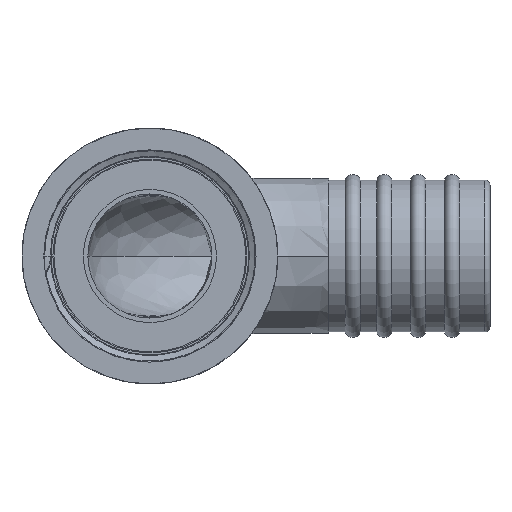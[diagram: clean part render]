
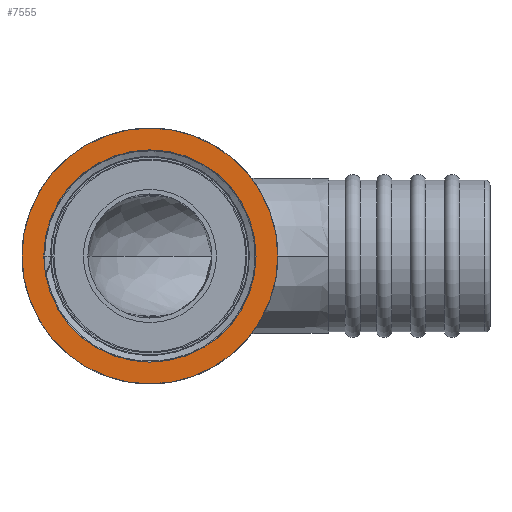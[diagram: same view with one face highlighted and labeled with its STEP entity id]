
A CAD part, front view. The second image highlights one B-rep face of the part: STEP entity #7555.
In plain terms, the highlighted face is planar.
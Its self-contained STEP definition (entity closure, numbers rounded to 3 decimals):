
#747 = EDGE_CURVE ( 'NONE', #4432, #4431, #1139, .T. ) ;
#823 = AXIS2_PLACEMENT_3D ( 'NONE', #2308, #2309, #2310 ) ;
#825 = CIRCLE ( 'NONE', #823, 20.955 ) ;
#838 = AXIS2_PLACEMENT_3D ( 'NONE', #2135, #2147, #2148 ) ;
#940 = AXIS2_PLACEMENT_3D ( 'NONE', #7033, #7034, #7035 ) ;
#942 = CIRCLE ( 'NONE', #940, 25.25 ) ;
#1137 = AXIS2_PLACEMENT_3D ( 'NONE', #3409, #3410, #3411 ) ;
#1139 = CIRCLE ( 'NONE', #1137, 20.955 ) ;
#2135 = CARTESIAN_POINT ( 'NONE',  ( 0., 0., -20.955 ) ) ;
#2140 = FACE_OUTER_BOUND ( 'NONE', #3209, .T. ) ;
#2144 = FACE_BOUND ( 'NONE', #3231, .T. ) ;
#2145 = PLANE ( 'NONE',  #838 ) ;
#2147 = DIRECTION ( 'NONE',  ( 1., 0., 0. ) ) ;
#2148 = DIRECTION ( 'NONE',  ( 0., 0., -1. ) ) ;
#2308 = CARTESIAN_POINT ( 'NONE',  ( 0., 0., 0. ) ) ;
#2309 = DIRECTION ( 'NONE',  ( -1., 0., 0. ) ) ;
#2310 = DIRECTION ( 'NONE',  ( 0., 0., 1. ) ) ;
#3209 = EDGE_LOOP ( 'NONE', ( #4541, #4542 ) ) ;
#3231 = EDGE_LOOP ( 'NONE', ( #4539, #4540 ) ) ;
#3409 = CARTESIAN_POINT ( 'NONE',  ( 0., 0., 0. ) ) ;
#3410 = DIRECTION ( 'NONE',  ( -1., 0., 0. ) ) ;
#3411 = DIRECTION ( 'NONE',  ( 0., 0., 1. ) ) ;
#4346 = VERTEX_POINT ( 'NONE', #8946 ) ;
#4351 = VERTEX_POINT ( 'NONE', #8951 ) ;
#4431 = VERTEX_POINT ( 'NONE', #9031 ) ;
#4432 = VERTEX_POINT ( 'NONE', #9032 ) ;
#4539 = ORIENTED_EDGE ( 'NONE', *, *, #747, .F. ) ;
#4540 = ORIENTED_EDGE ( 'NONE', *, *, #9646, .F. ) ;
#4541 = ORIENTED_EDGE ( 'NONE', *, *, #7458, .T. ) ;
#4542 = ORIENTED_EDGE ( 'NONE', *, *, #9766, .T. ) ;
#5328 = CARTESIAN_POINT ( 'NONE',  ( 0., 0., 0. ) ) ;
#5329 = DIRECTION ( 'NONE',  ( -1., 0., 0. ) ) ;
#5330 = DIRECTION ( 'NONE',  ( 0., 0., 1. ) ) ;
#5950 = CIRCLE ( 'NONE', #5952, 25.25 ) ;
#5952 = AXIS2_PLACEMENT_3D ( 'NONE', #5328, #5329, #5330 ) ;
#7033 = CARTESIAN_POINT ( 'NONE',  ( 0., 0., 0. ) ) ;
#7034 = DIRECTION ( 'NONE',  ( -1., 0., 0. ) ) ;
#7035 = DIRECTION ( 'NONE',  ( 0., 0., 1. ) ) ;
#7458 = EDGE_CURVE ( 'NONE', #4346, #4351, #942, .T. ) ;
#7555 = ADVANCED_FACE ( 'NONE', ( #2144, #2140 ), #2145, .F. ) ;
#8946 = CARTESIAN_POINT ( 'NONE',  ( 0., 0., 25.25 ) ) ;
#8951 = CARTESIAN_POINT ( 'NONE',  ( 0., 0., -25.25 ) ) ;
#9031 = CARTESIAN_POINT ( 'NONE',  ( 0., 0., -20.955 ) ) ;
#9032 = CARTESIAN_POINT ( 'NONE',  ( 0., 0., 20.955 ) ) ;
#9646 = EDGE_CURVE ( 'NONE', #4431, #4432, #825, .T. ) ;
#9766 = EDGE_CURVE ( 'NONE', #4351, #4346, #5950, .T. ) ;
